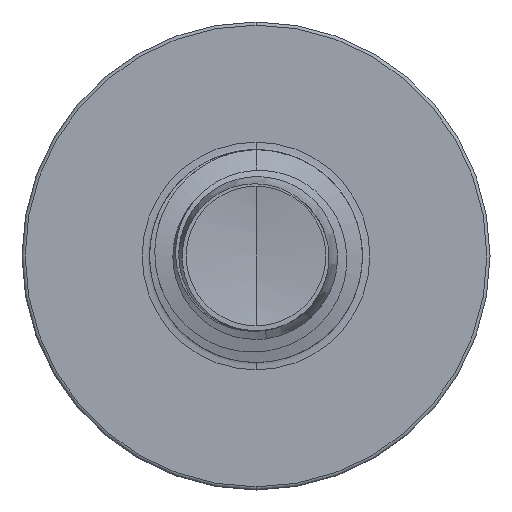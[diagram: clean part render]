
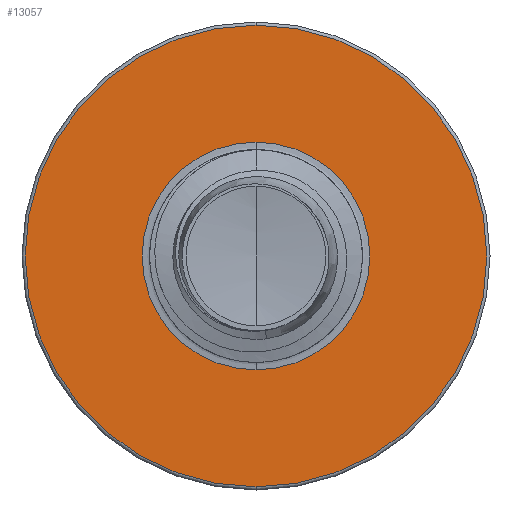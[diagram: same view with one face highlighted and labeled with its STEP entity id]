
A CAD part, front view. The second image highlights one B-rep face of the part: STEP entity #13057.
In plain terms, the highlighted planar face has unit normal (0, -1, 0).
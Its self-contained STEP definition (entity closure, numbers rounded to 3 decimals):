
#578 = VERTEX_POINT ( 'NONE', #12100 ) ;
#954 = VERTEX_POINT ( 'NONE', #12899 ) ;
#997 = DIRECTION ( 'NONE',  ( 0., 0., 1. ) ) ;
#998 = CARTESIAN_POINT ( 'NONE',  ( 0., 8.5, 2.677 ) ) ;
#1416 = DIRECTION ( 'NONE',  ( 0., 0., 1. ) ) ;
#2005 = CIRCLE ( 'NONE', #16704, 5.425 ) ;
#2874 = EDGE_LOOP ( 'NONE', ( #7030, #13022 ) ) ;
#3025 = AXIS2_PLACEMENT_3D ( 'NONE', #12597, #3505, #14068 ) ;
#3505 = DIRECTION ( 'NONE',  ( 0., 1., 0. ) ) ;
#3581 = VERTEX_POINT ( 'NONE', #998 ) ;
#3658 = ORIENTED_EDGE ( 'NONE', *, *, #13662, .F. ) ;
#3921 = EDGE_LOOP ( 'NONE', ( #13007, #3658 ) ) ;
#4357 = FACE_OUTER_BOUND ( 'NONE', #3921, .T. ) ;
#5498 = CARTESIAN_POINT ( 'NONE',  ( 0., 8.5, -5.425 ) ) ;
#6232 = PLANE ( 'NONE',  #11078 ) ;
#6307 = CARTESIAN_POINT ( 'NONE',  ( 0., 8.5, 0. ) ) ;
#7030 = ORIENTED_EDGE ( 'NONE', *, *, #16547, .T. ) ;
#7223 = VERTEX_POINT ( 'NONE', #5498 ) ;
#7755 = DIRECTION ( 'NONE',  ( 0., 0., 1. ) ) ;
#7824 = DIRECTION ( 'NONE',  ( 0., 0., 1. ) ) ;
#8287 = CIRCLE ( 'NONE', #3025, 2.677 ) ;
#8701 = CIRCLE ( 'NONE', #18496, 2.677 ) ;
#9455 = EDGE_CURVE ( 'NONE', #954, #3581, #8701, .T. ) ;
#9590 = CIRCLE ( 'NONE', #12706, 5.425 ) ;
#10230 = DIRECTION ( 'NONE',  ( 0., 1., 0. ) ) ;
#10621 = DIRECTION ( 'NONE',  ( 0., 1., 0. ) ) ;
#10693 = DIRECTION ( 'NONE',  ( 0., 1., 0. ) ) ;
#11078 = AXIS2_PLACEMENT_3D ( 'NONE', #13669, #10693, #7755 ) ;
#12100 = CARTESIAN_POINT ( 'NONE',  ( 0., 8.5, 5.425 ) ) ;
#12597 = CARTESIAN_POINT ( 'NONE',  ( 0., 8.5, 0. ) ) ;
#12706 = AXIS2_PLACEMENT_3D ( 'NONE', #19512, #10621, #1416 ) ;
#12899 = CARTESIAN_POINT ( 'NONE',  ( 0., 8.5, -2.677 ) ) ;
#13007 = ORIENTED_EDGE ( 'NONE', *, *, #19419, .F. ) ;
#13022 = ORIENTED_EDGE ( 'NONE', *, *, #9455, .T. ) ;
#13057 = ADVANCED_FACE ( 'NONE', ( #4357, #16809 ), #6232, .F. ) ;
#13662 = EDGE_CURVE ( 'NONE', #7223, #578, #9590, .T. ) ;
#13669 = CARTESIAN_POINT ( 'NONE',  ( 0., 8.5, -2.677 ) ) ;
#14068 = DIRECTION ( 'NONE',  ( 0., 0., 1. ) ) ;
#16547 = EDGE_CURVE ( 'NONE', #3581, #954, #8287, .T. ) ;
#16704 = AXIS2_PLACEMENT_3D ( 'NONE', #6307, #16736, #7824 ) ;
#16736 = DIRECTION ( 'NONE',  ( 0., 1., 0. ) ) ;
#16809 = FACE_BOUND ( 'NONE', #2874, .T. ) ;
#18496 = AXIS2_PLACEMENT_3D ( 'NONE', #19124, #10230, #997 ) ;
#19124 = CARTESIAN_POINT ( 'NONE',  ( 0., 8.5, 0. ) ) ;
#19419 = EDGE_CURVE ( 'NONE', #578, #7223, #2005, .T. ) ;
#19512 = CARTESIAN_POINT ( 'NONE',  ( 0., 8.5, 0. ) ) ;
